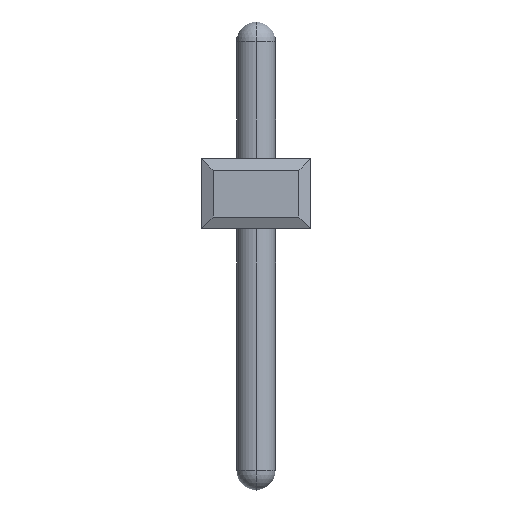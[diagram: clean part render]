
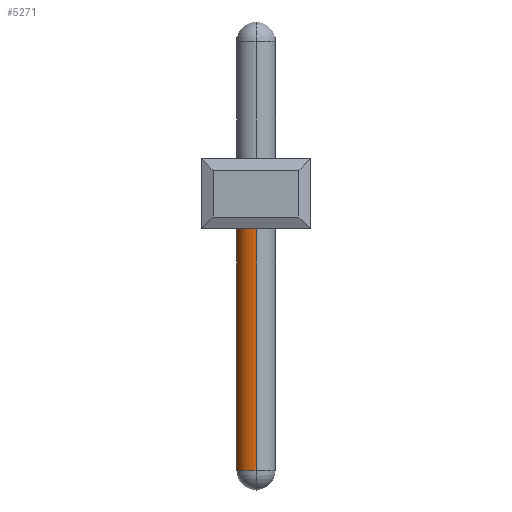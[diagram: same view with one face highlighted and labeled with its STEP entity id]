
A CAD part, front view. The second image highlights one B-rep face of the part: STEP entity #5271.
In plain terms, the highlighted cylindrical face has radius 0.5 mm (diameter 1 mm), a partial arc.
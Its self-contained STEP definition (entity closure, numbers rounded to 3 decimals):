
#1807=CARTESIAN_POINT('',(1.4,-19.25,0.2));
#1808=DIRECTION('',(0.,0.,1.));
#1809=DIRECTION('',(0.,1.,0.));
#1810=AXIS2_PLACEMENT_3D('',#1807,#1808,#1809);
#1821=CARTESIAN_POINT('',(1.4,-19.25,-6.2));
#1822=DIRECTION('',(0.,0.,1.));
#1823=DIRECTION('',(0.,1.,0.));
#1824=AXIS2_PLACEMENT_3D('',#1821,#1822,#1823);
#1826=DIRECTION('',(0.,0.,1.));
#1827=VECTOR('',#1826,6.4);
#1828=CARTESIAN_POINT('',(1.4,-18.75,-6.2));
#1829=LINE('',#1828,#1827);
#1835=DIRECTION('',(0.,0.,1.));
#1836=VECTOR('',#1835,6.4);
#1837=CARTESIAN_POINT('',(1.4,-19.75,-6.2));
#1838=LINE('',#1837,#1836);
#2190=CARTESIAN_POINT('',(1.4,-18.75,-6.2));
#2192=VERTEX_POINT('',#2190);
#2197=CARTESIAN_POINT('',(1.4,-19.75,-6.2));
#2198=VERTEX_POINT('',#2197);
#2201=CARTESIAN_POINT('',(1.4,-18.75,0.2));
#2202=CARTESIAN_POINT('',(1.4,-19.75,0.2));
#2203=VERTEX_POINT('',#2201);
#2204=VERTEX_POINT('',#2202);
#5257=CARTESIAN_POINT('',(1.4,-19.25,-7.3));
#5258=DIRECTION('',(0.,0.,1.));
#5259=DIRECTION('',(0.,1.,0.));
#5260=AXIS2_PLACEMENT_3D('',#5257,#5258,#5259);
#5261=CYLINDRICAL_SURFACE('',#5260,0.5);
#5262=ORIENTED_EDGE('',*,*,#5238,.T.);
#5264=ORIENTED_EDGE('',*,*,#5263,.F.);
#5266=ORIENTED_EDGE('',*,*,#5265,.F.);
#5268=ORIENTED_EDGE('',*,*,#5267,.T.);
#5269=EDGE_LOOP('',(#5262,#5264,#5266,#5268));
#5270=FACE_OUTER_BOUND('',#5269,.F.);
#5271=ADVANCED_FACE('',(#5270),#5261,.T.);
#1811=CIRCLE('',#1810,0.5);
#1825=CIRCLE('',#1824,0.5);
#5238=EDGE_CURVE('',#2203,#2204,#1811,.T.);
#5263=EDGE_CURVE('',#2198,#2204,#1838,.T.);
#5265=EDGE_CURVE('',#2192,#2198,#1825,.T.);
#5267=EDGE_CURVE('',#2192,#2203,#1829,.T.);
